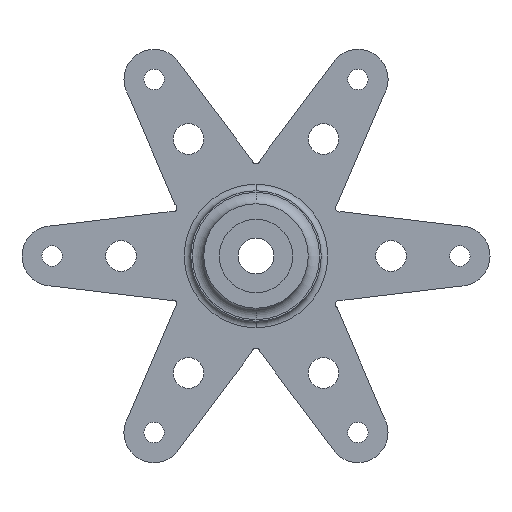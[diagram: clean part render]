
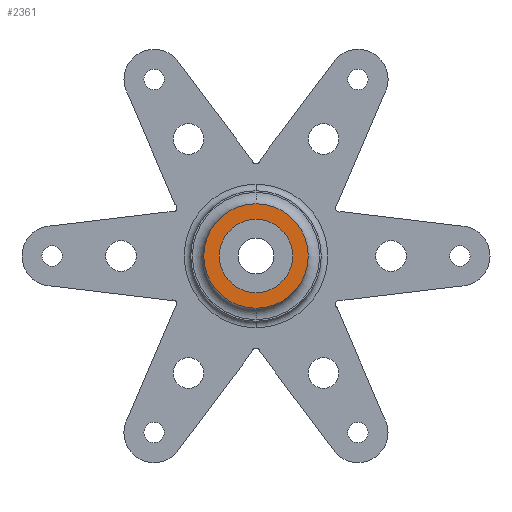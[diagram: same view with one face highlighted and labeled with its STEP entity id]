
A CAD part, front view. The second image highlights one B-rep face of the part: STEP entity #2361.
In plain terms, the highlighted planar face has unit normal (0, -1, 0).
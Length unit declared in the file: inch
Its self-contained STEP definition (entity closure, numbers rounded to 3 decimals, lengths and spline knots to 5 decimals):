
#156 = DIRECTION ( 'NONE',  ( 0., 0., -1. ) ) ;
#162 = AXIS2_PLACEMENT_3D ( 'NONE', #956, #2756, #1601 ) ;
#201 = EDGE_CURVE ( 'NONE', #3567, #3785, #1510, .T. ) ;
#391 = EDGE_CURVE ( 'NONE', #3785, #3567, #549, .T. ) ;
#539 = CARTESIAN_POINT ( 'NONE',  ( 0., -0.15, -0.16 ) ) ;
#549 = CIRCLE ( 'NONE', #3455, 0.16 ) ;
#575 = AXIS2_PLACEMENT_3D ( 'NONE', #2882, #3467, #2863 ) ;
#623 = ORIENTED_EDGE ( 'NONE', *, *, #2040, .F. ) ;
#701 = AXIS2_PLACEMENT_3D ( 'NONE', #2171, #3387, #2129 ) ;
#717 = FACE_OUTER_BOUND ( 'NONE', #3343, .T. ) ;
#741 = FACE_BOUND ( 'NONE', #3496, .T. ) ;
#901 = CARTESIAN_POINT ( 'NONE',  ( 0., -0.15, 0.16 ) ) ;
#956 = CARTESIAN_POINT ( 'NONE',  ( 0., -0.15, 0. ) ) ;
#960 = CIRCLE ( 'NONE', #1791, 0.1125 ) ;
#1339 = VERTEX_POINT ( 'NONE', #3124 ) ;
#1510 = CIRCLE ( 'NONE', #162, 0.16 ) ;
#1601 = DIRECTION ( 'NONE',  ( 0., 0., -1. ) ) ;
#1687 = CARTESIAN_POINT ( 'NONE',  ( 0., -0.15, 0. ) ) ;
#1791 = AXIS2_PLACEMENT_3D ( 'NONE', #3021, #2987, #3901 ) ;
#1926 = PLANE ( 'NONE',  #575 ) ;
#2040 = EDGE_CURVE ( 'NONE', #3196, #1339, #960, .T. ) ;
#2129 = DIRECTION ( 'NONE',  ( 0., 0., -1. ) ) ;
#2171 = CARTESIAN_POINT ( 'NONE',  ( 0., -0.15, 0. ) ) ;
#2233 = EDGE_CURVE ( 'NONE', #1339, #3196, #2969, .T. ) ;
#2305 = CARTESIAN_POINT ( 'NONE',  ( 0., -0.15, 0.1125 ) ) ;
#2361 = ADVANCED_FACE ( 'NONE', ( #741, #717 ), #1926, .T. ) ;
#2553 = ORIENTED_EDGE ( 'NONE', *, *, #2233, .F. ) ;
#2756 = DIRECTION ( 'NONE',  ( 0., -1., 0. ) ) ;
#2863 = DIRECTION ( 'NONE',  ( 0., 0., -1. ) ) ;
#2868 = ORIENTED_EDGE ( 'NONE', *, *, #391, .T. ) ;
#2882 = CARTESIAN_POINT ( 'NONE',  ( 0., -0.15, 0. ) ) ;
#2923 = DIRECTION ( 'NONE',  ( 0., -1., 0. ) ) ;
#2969 = CIRCLE ( 'NONE', #701, 0.1125 ) ;
#2987 = DIRECTION ( 'NONE',  ( 0., -1., 0. ) ) ;
#3021 = CARTESIAN_POINT ( 'NONE',  ( 0., -0.15, 0. ) ) ;
#3124 = CARTESIAN_POINT ( 'NONE',  ( 0., -0.15, -0.1125 ) ) ;
#3196 = VERTEX_POINT ( 'NONE', #2305 ) ;
#3343 = EDGE_LOOP ( 'NONE', ( #3911, #2868 ) ) ;
#3387 = DIRECTION ( 'NONE',  ( 0., -1., 0. ) ) ;
#3455 = AXIS2_PLACEMENT_3D ( 'NONE', #1687, #2923, #156 ) ;
#3467 = DIRECTION ( 'NONE',  ( 0., -1., 0. ) ) ;
#3496 = EDGE_LOOP ( 'NONE', ( #2553, #623 ) ) ;
#3567 = VERTEX_POINT ( 'NONE', #901 ) ;
#3785 = VERTEX_POINT ( 'NONE', #539 ) ;
#3901 = DIRECTION ( 'NONE',  ( 0., 0., -1. ) ) ;
#3911 = ORIENTED_EDGE ( 'NONE', *, *, #201, .T. ) ;
